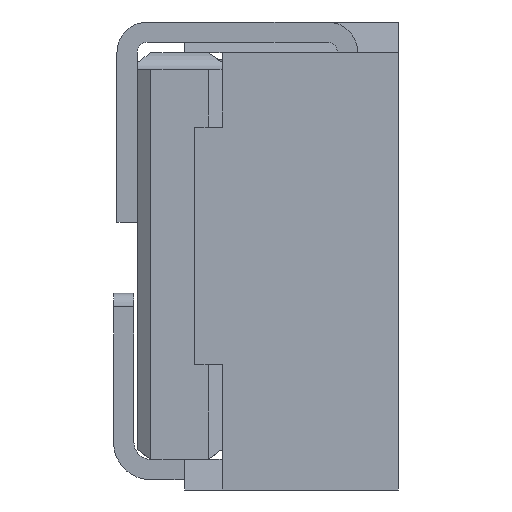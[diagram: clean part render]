
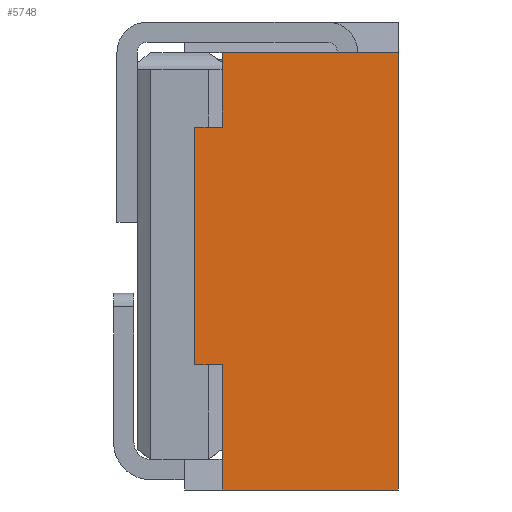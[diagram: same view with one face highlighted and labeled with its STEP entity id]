
A CAD part, left-side view. The second image highlights one B-rep face of the part: STEP entity #5748.
In plain terms, the highlighted planar face has unit normal (-1, 0, 0).
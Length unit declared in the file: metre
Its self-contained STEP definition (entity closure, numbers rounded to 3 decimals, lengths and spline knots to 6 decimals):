
#609=LINE('',#10355,#1294);
#611=LINE('',#10359,#1296);
#612=LINE('',#10362,#1297);
#613=LINE('',#10363,#1298);
#614=LINE('',#10365,#1299);
#615=LINE('',#10367,#1300);
#616=LINE('',#10369,#1301);
#617=LINE('',#10371,#1302);
#1294=VECTOR('',#8738,1.);
#1296=VECTOR('',#8742,1.);
#1297=VECTOR('',#8743,1.);
#1298=VECTOR('',#8744,1.);
#1299=VECTOR('',#8745,1.);
#1300=VECTOR('',#8746,1.);
#1301=VECTOR('',#8747,1.);
#1302=VECTOR('',#8748,1.);
#2563=ORIENTED_EDGE('',*,*,#3668,.F.);
#2564=ORIENTED_EDGE('',*,*,#3669,.T.);
#2565=ORIENTED_EDGE('',*,*,#3666,.T.);
#2566=ORIENTED_EDGE('',*,*,#3670,.F.);
#2567=ORIENTED_EDGE('',*,*,#3671,.F.);
#2568=ORIENTED_EDGE('',*,*,#3672,.T.);
#2569=ORIENTED_EDGE('',*,*,#3673,.T.);
#2570=ORIENTED_EDGE('',*,*,#3674,.F.);
#3666=EDGE_CURVE('',#4252,#4251,#609,.T.);
#3668=EDGE_CURVE('',#4253,#4254,#611,.T.);
#3669=EDGE_CURVE('',#4253,#4252,#612,.T.);
#3670=EDGE_CURVE('',#4255,#4251,#613,.T.);
#3671=EDGE_CURVE('',#4256,#4255,#614,.T.);
#3672=EDGE_CURVE('',#4256,#4257,#615,.T.);
#3673=EDGE_CURVE('',#4257,#4258,#616,.T.);
#3674=EDGE_CURVE('',#4254,#4258,#617,.T.);
#4251=VERTEX_POINT('',#10354);
#4252=VERTEX_POINT('',#10356);
#4253=VERTEX_POINT('',#10360);
#4254=VERTEX_POINT('',#10361);
#4255=VERTEX_POINT('',#10364);
#4256=VERTEX_POINT('',#10366);
#4257=VERTEX_POINT('',#10368);
#4258=VERTEX_POINT('',#10370);
#4661=EDGE_LOOP('',(#2563,#2564,#2565,#2566,#2567,#2568,#2569,#2570));
#4981=FACE_BOUND('',#4661,.T.);
#5249=PLANE('',#7469);
#5748=ADVANCED_FACE('',(#4981),#5249,.F.);
#7469=AXIS2_PLACEMENT_3D('',#10358,#8740,#8741);
#8738=DIRECTION('',(0.,-1.,0.));
#8740=DIRECTION('',(1.,0.,0.));
#8741=DIRECTION('',(0.,0.,1.));
#8742=DIRECTION('',(0.,1.,0.));
#8743=DIRECTION('',(0.,0.,-1.));
#8744=DIRECTION('',(0.,0.,-1.));
#8745=DIRECTION('',(0.,-1.,0.));
#8746=DIRECTION('',(0.,0.,-1.));
#8747=DIRECTION('',(0.,1.,0.));
#8748=DIRECTION('',(0.,0.,1.));
#10354=CARTESIAN_POINT('',(-0.001651,0.,-0.001829));
#10355=CARTESIAN_POINT('',(-0.001651,0.001321,-0.001829));
#10356=CARTESIAN_POINT('',(-0.001651,0.001321,-0.001829));
#10358=CARTESIAN_POINT('',(-0.001651,0.000762,-0.000191));
#10359=CARTESIAN_POINT('',(-0.001651,0.001321,-0.000889));
#10360=CARTESIAN_POINT('',(-0.001651,0.001321,-0.000889));
#10361=CARTESIAN_POINT('',(-0.001651,0.001524,-0.000889));
#10362=CARTESIAN_POINT('',(-0.001651,0.001321,-0.000191));
#10363=CARTESIAN_POINT('',(-0.001651,0.,0.001448));
#10364=CARTESIAN_POINT('',(-0.001651,0.,0.001448));
#10365=CARTESIAN_POINT('',(-0.001651,0.001638,0.001448));
#10366=CARTESIAN_POINT('',(-0.001651,0.001321,0.001448));
#10367=CARTESIAN_POINT('',(-0.001651,0.001321,-0.000191));
#10368=CARTESIAN_POINT('',(-0.001651,0.001321,0.000889));
#10369=CARTESIAN_POINT('',(-0.001651,0.001321,0.000889));
#10370=CARTESIAN_POINT('',(-0.001651,0.001524,0.000889));
#10371=CARTESIAN_POINT('',(-0.001651,0.001524,-0.000889));
